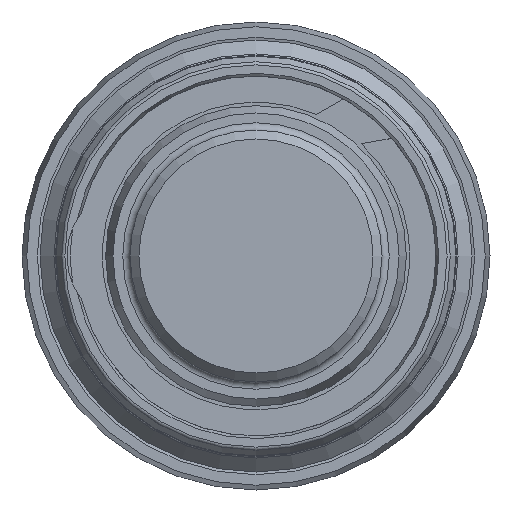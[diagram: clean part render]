
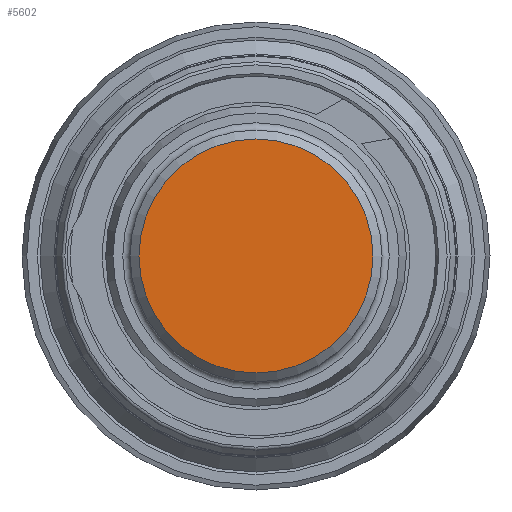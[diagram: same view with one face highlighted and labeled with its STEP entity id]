
A CAD part, front view. The second image highlights one B-rep face of the part: STEP entity #5602.
In plain terms, the highlighted planar face has unit normal (0, -1, 0).
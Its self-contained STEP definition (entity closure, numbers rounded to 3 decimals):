
#273 = CARTESIAN_POINT ( 'NONE',  ( 0., -30.65, -6.5 ) ) ;
#870 = DIRECTION ( 'NONE',  ( 0., 1., 0. ) ) ;
#1384 = CARTESIAN_POINT ( 'NONE',  ( 0., -30.65, 0. ) ) ;
#1434 = FACE_OUTER_BOUND ( 'NONE', #6795, .T. ) ;
#1473 = ORIENTED_EDGE ( 'NONE', *, *, #4526, .F. ) ;
#1922 = PLANE ( 'NONE',  #5284 ) ;
#4519 = DIRECTION ( 'NONE',  ( 0., 0., -1. ) ) ;
#4526 = EDGE_CURVE ( 'NONE', #5553, #5553, #5869, .T. ) ;
#4538 = CARTESIAN_POINT ( 'NONE',  ( -6.5, -30.65, 0. ) ) ;
#4607 = DIRECTION ( 'NONE',  ( 0., 1., 0. ) ) ;
#5284 = AXIS2_PLACEMENT_3D ( 'NONE', #4538, #4607, #5616 ) ;
#5524 = AXIS2_PLACEMENT_3D ( 'NONE', #1384, #870, #4519 ) ;
#5553 = VERTEX_POINT ( 'NONE', #273 ) ;
#5602 = ADVANCED_FACE ( 'NONE', ( #1434 ), #1922, .F. ) ;
#5616 = DIRECTION ( 'NONE',  ( 0., 0., -1. ) ) ;
#5869 = CIRCLE ( 'NONE', #5524, 6.5 ) ;
#6795 = EDGE_LOOP ( 'NONE', ( #1473 ) ) ;
